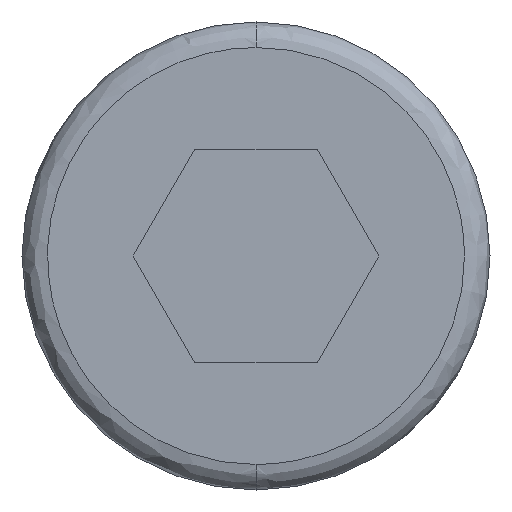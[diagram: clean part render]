
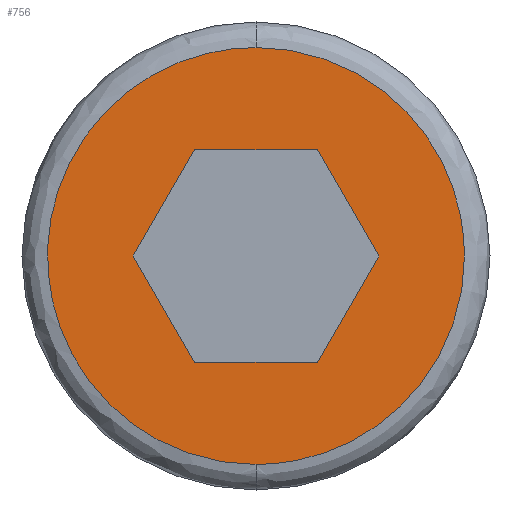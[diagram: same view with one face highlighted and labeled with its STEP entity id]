
A CAD part, front view. The second image highlights one B-rep face of the part: STEP entity #756.
In plain terms, the highlighted planar face has unit normal (0, -1, 0).
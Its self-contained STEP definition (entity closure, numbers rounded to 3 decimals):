
#17 = DIRECTION ( 'NONE',  ( -0.5, 0., 0.866 ) ) ;
#26 = DIRECTION ( 'NONE',  ( 0.5, 0., 0.866 ) ) ;
#49 = LINE ( 'NONE', #103, #85 ) ;
#51 = CARTESIAN_POINT ( 'NONE',  ( -0.722, -3., 1.25 ) ) ;
#52 = DIRECTION ( 'NONE',  ( 0., 0., -1. ) ) ;
#53 = CARTESIAN_POINT ( 'NONE',  ( -1.435, -3., -2.45 ) ) ;
#54 = CARTESIAN_POINT ( 'NONE',  ( 0., -3., -2.45 ) ) ;
#58 = CARTESIAN_POINT ( 'NONE',  ( 0., -3., 1.25 ) ) ;
#59 = FACE_OUTER_BOUND ( 'NONE', #537, .T. ) ;
#72 = ORIENTED_EDGE ( 'NONE', *, *, #180, .T. ) ;
#85 = VECTOR ( 'NONE', #577, 1000. ) ;
#99 = EDGE_CURVE ( 'NONE', #551, #224, #644, .T. ) ;
#103 = CARTESIAN_POINT ( 'NONE',  ( 1.443, -3., 0. ) ) ;
#118 = CARTESIAN_POINT ( 'NONE',  ( 2.45, -3., -1.435 ) ) ;
#180 = EDGE_CURVE ( 'NONE', #598, #252, #467, .T. ) ;
#184 = CARTESIAN_POINT ( 'NONE',  ( -1.435, -3., 2.45 ) ) ;
#202 = EDGE_CURVE ( 'NONE', #224, #468, #494, .T. ) ;
#207 = VERTEX_POINT ( 'NONE', #478 ) ;
#224 = VERTEX_POINT ( 'NONE', #368 ) ;
#225 = DIRECTION ( 'NONE',  ( -1., 0., 0. ) ) ;
#232 =( BOUNDED_CURVE ( )  B_SPLINE_CURVE ( 3, ( #405, #118, #527, #54 ),
 .UNSPECIFIED., .F., .T. ) 
 B_SPLINE_CURVE_WITH_KNOTS ( ( 4, 4 ),
 ( 0., 0.333 ),
 .UNSPECIFIED. ) 
 CURVE ( )  GEOMETRIC_REPRESENTATION_ITEM ( )  RATIONAL_B_SPLINE_CURVE ( ( 1., 0.805, 0.805, 1. ) ) 
 REPRESENTATION_ITEM ( '' )  );
#249 = CARTESIAN_POINT ( 'NONE',  ( 0.722, -3., 1.25 ) ) ;
#252 = VERTEX_POINT ( 'NONE', #663 ) ;
#257 = ORIENTED_EDGE ( 'NONE', *, *, #202, .F. ) ;
#275 = CARTESIAN_POINT ( 'NONE',  ( 1.443, -3., 0. ) ) ;
#285 = EDGE_CURVE ( 'NONE', #252, #619, #318, .T. ) ;
#297 = ORIENTED_EDGE ( 'NONE', *, *, #285, .T. ) ;
#318 = LINE ( 'NONE', #249, #519 ) ;
#319 = ORIENTED_EDGE ( 'NONE', *, *, #602, .F. ) ;
#321 = VERTEX_POINT ( 'NONE', #367 ) ;
#322 = CARTESIAN_POINT ( 'NONE',  ( -1.443, -3., 0. ) ) ;
#325 = ORIENTED_EDGE ( 'NONE', *, *, #526, .T. ) ;
#348 = PLANE ( 'NONE',  #496 ) ;
#349 = CARTESIAN_POINT ( 'NONE',  ( 0., -3., 2.45 ) ) ;
#361 = CARTESIAN_POINT ( 'NONE',  ( 2.45, -3., 1.435 ) ) ;
#362 = LINE ( 'NONE', #385, #534 ) ;
#363 = CARTESIAN_POINT ( 'NONE',  ( 1.435, -3., 2.45 ) ) ;
#367 = CARTESIAN_POINT ( 'NONE',  ( -0.722, -3., -1.25 ) ) ;
#368 = CARTESIAN_POINT ( 'NONE',  ( 0., -3., 2.45 ) ) ;
#371 = LINE ( 'NONE', #380, #419 ) ;
#380 = CARTESIAN_POINT ( 'NONE',  ( -1.443, -3., 0. ) ) ;
#384 = LINE ( 'NONE', #622, #660 ) ;
#385 = CARTESIAN_POINT ( 'NONE',  ( 0., -3., -1.25 ) ) ;
#396 = CARTESIAN_POINT ( 'NONE',  ( 2.45, -3., 0. ) ) ;
#405 = CARTESIAN_POINT ( 'NONE',  ( 2.45, -3., 0. ) ) ;
#406 = DIRECTION ( 'NONE',  ( 0., -1., 0. ) ) ;
#419 = VECTOR ( 'NONE', #26, 1000. ) ;
#420 = EDGE_CURVE ( 'NONE', #321, #457, #384, .T. ) ;
#437 = CARTESIAN_POINT ( 'NONE',  ( 0., -3., -2.45 ) ) ;
#440 = EDGE_LOOP ( 'NONE', ( #297, #544, #536, #613, #325, #72 ) ) ;
#457 = VERTEX_POINT ( 'NONE', #322 ) ;
#466 = CARTESIAN_POINT ( 'NONE',  ( -2.45, -3., -1.435 ) ) ;
#467 = LINE ( 'NONE', #58, #767 ) ;
#468 = VERTEX_POINT ( 'NONE', #396 ) ;
#471 = CARTESIAN_POINT ( 'NONE',  ( -2.45, -3., 1.435 ) ) ;
#478 = CARTESIAN_POINT ( 'NONE',  ( 0.722, -3., -1.25 ) ) ;
#494 =( BOUNDED_CURVE ( )  B_SPLINE_CURVE ( 3, ( #610, #363, #361, #669 ),
 .UNSPECIFIED., .F., .T. ) 
 B_SPLINE_CURVE_WITH_KNOTS ( ( 4, 4 ),
 ( 0., 1. ),
 .UNSPECIFIED. ) 
 CURVE ( )  GEOMETRIC_REPRESENTATION_ITEM ( )  RATIONAL_B_SPLINE_CURVE ( ( 1., 0.805, 0.805, 1. ) ) 
 REPRESENTATION_ITEM ( '' )  );
#496 = AXIS2_PLACEMENT_3D ( 'NONE', #763, #406, #52 ) ;
#519 = VECTOR ( 'NONE', #612, 1000. ) ;
#524 = CARTESIAN_POINT ( 'NONE',  ( -2.45, -3., 0. ) ) ;
#526 = EDGE_CURVE ( 'NONE', #457, #598, #371, .T. ) ;
#527 = CARTESIAN_POINT ( 'NONE',  ( 1.435, -3., -2.45 ) ) ;
#533 = CARTESIAN_POINT ( 'NONE',  ( 0., -3., -2.45 ) ) ;
#534 = VECTOR ( 'NONE', #225, 1000. ) ;
#536 = ORIENTED_EDGE ( 'NONE', *, *, #624, .T. ) ;
#537 = EDGE_LOOP ( 'NONE', ( #257, #721, #319 ) ) ;
#544 = ORIENTED_EDGE ( 'NONE', *, *, #567, .T. ) ;
#551 = VERTEX_POINT ( 'NONE', #437 ) ;
#567 = EDGE_CURVE ( 'NONE', #619, #207, #49, .T. ) ;
#577 = DIRECTION ( 'NONE',  ( -0.5, 0., -0.866 ) ) ;
#595 = FACE_BOUND ( 'NONE', #440, .T. ) ;
#598 = VERTEX_POINT ( 'NONE', #51 ) ;
#602 = EDGE_CURVE ( 'NONE', #468, #551, #232, .T. ) ;
#610 = CARTESIAN_POINT ( 'NONE',  ( 0., -3., 2.45 ) ) ;
#612 = DIRECTION ( 'NONE',  ( 0.5, 0., -0.866 ) ) ;
#613 = ORIENTED_EDGE ( 'NONE', *, *, #420, .T. ) ;
#619 = VERTEX_POINT ( 'NONE', #275 ) ;
#622 = CARTESIAN_POINT ( 'NONE',  ( -0.722, -3., -1.25 ) ) ;
#624 = EDGE_CURVE ( 'NONE', #207, #321, #362, .T. ) ;
#644 =( BOUNDED_CURVE ( )  B_SPLINE_CURVE ( 3, ( #533, #53, #466, #524, #471, #184, #349 ),
 .UNSPECIFIED., .F., .T. ) 
 B_SPLINE_CURVE_WITH_KNOTS ( ( 4, 3, 4 ),
 ( 0.333, 0.667, 1. ),
 .UNSPECIFIED. ) 
 CURVE ( )  GEOMETRIC_REPRESENTATION_ITEM ( )  RATIONAL_B_SPLINE_CURVE ( ( 1., 0.805, 0.805, 1., 0.805, 0.805, 1. ) ) 
 REPRESENTATION_ITEM ( '' )  );
#660 = VECTOR ( 'NONE', #17, 1000. ) ;
#663 = CARTESIAN_POINT ( 'NONE',  ( 0.722, -3., 1.25 ) ) ;
#669 = CARTESIAN_POINT ( 'NONE',  ( 2.45, -3., 0. ) ) ;
#713 = DIRECTION ( 'NONE',  ( 1., 0., 0. ) ) ;
#721 = ORIENTED_EDGE ( 'NONE', *, *, #99, .F. ) ;
#756 = ADVANCED_FACE ( 'NONE', ( #595, #59 ), #348, .T. ) ;
#763 = CARTESIAN_POINT ( 'NONE',  ( 0., -3., 0. ) ) ;
#767 = VECTOR ( 'NONE', #713, 1000. ) ;
